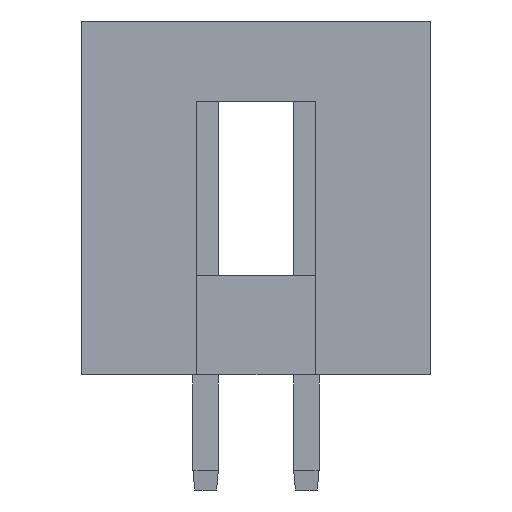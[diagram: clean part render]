
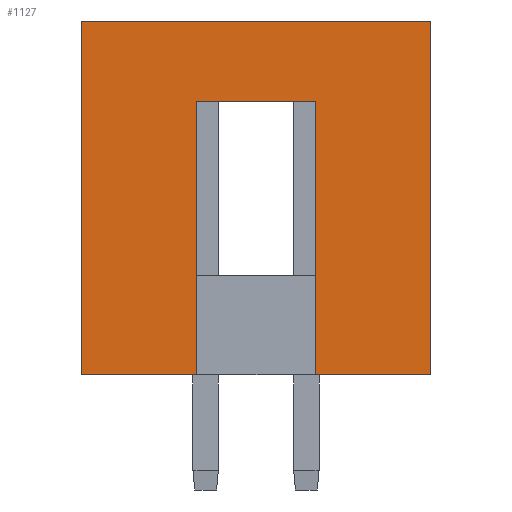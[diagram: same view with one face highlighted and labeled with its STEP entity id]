
A CAD part, left-side view. The second image highlights one B-rep face of the part: STEP entity #1127.
In plain terms, the highlighted planar face has unit normal (-1, 0, 0).
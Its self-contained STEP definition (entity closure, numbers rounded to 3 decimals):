
#26 = CARTESIAN_POINT ( 'NONE',  ( -9.03, 1.77, 6.9 ) ) ;
#105 = CARTESIAN_POINT ( 'NONE',  ( -9.03, -1.23, 0. ) ) ;
#132 = CARTESIAN_POINT ( 'NONE',  ( -9.03, 1.77, 6.9 ) ) ;
#171 = VECTOR ( 'NONE', #5808, 1000. ) ;
#394 = DIRECTION ( 'NONE',  ( 0., -1., 0. ) ) ;
#425 = FACE_OUTER_BOUND ( 'NONE', #4983, .T. ) ;
#514 = CARTESIAN_POINT ( 'NONE',  ( -9.03, 4.67, 2.5 ) ) ;
#530 = DIRECTION ( 'NONE',  ( 0., 0., -1. ) ) ;
#599 = DIRECTION ( 'NONE',  ( 0., 1., 0. ) ) ;
#631 = VECTOR ( 'NONE', #1299, 1000. ) ;
#810 = VECTOR ( 'NONE', #394, 1000. ) ;
#858 = CARTESIAN_POINT ( 'NONE',  ( -9.03, 4.67, 0. ) ) ;
#1063 = DIRECTION ( 'NONE',  ( 0., 1., 0. ) ) ;
#1127 = ADVANCED_FACE ( 'NONE', ( #425 ), #4320, .F. ) ;
#1299 = DIRECTION ( 'NONE',  ( 0., -1., 0. ) ) ;
#1448 = LINE ( 'NONE', #1942, #171 ) ;
#1558 = EDGE_CURVE ( 'NONE', #7137, #6306, #5030, .T. ) ;
#1581 = LINE ( 'NONE', #858, #4525 ) ;
#1792 = LINE ( 'NONE', #26, #4551 ) ;
#1843 = EDGE_CURVE ( 'NONE', #6306, #1928, #5865, .T. ) ;
#1846 = ORIENTED_EDGE ( 'NONE', *, *, #1843, .F. ) ;
#1928 = VERTEX_POINT ( 'NONE', #2077 ) ;
#1942 = CARTESIAN_POINT ( 'NONE',  ( -9.03, 4.67, 2.5 ) ) ;
#2033 = ORIENTED_EDGE ( 'NONE', *, *, #4230, .T. ) ;
#2077 = CARTESIAN_POINT ( 'NONE',  ( -9.03, -4.13, 0. ) ) ;
#2209 = ORIENTED_EDGE ( 'NONE', *, *, #1558, .F. ) ;
#2246 = AXIS2_PLACEMENT_3D ( 'NONE', #514, #4350, #1063 ) ;
#2433 = CARTESIAN_POINT ( 'NONE',  ( -9.03, 4.67, 8.9 ) ) ;
#2490 = EDGE_CURVE ( 'NONE', #6304, #1928, #3711, .T. ) ;
#2766 = DIRECTION ( 'NONE',  ( 0., 0., -1. ) ) ;
#2912 = CARTESIAN_POINT ( 'NONE',  ( -9.03, -1.23, 6.9 ) ) ;
#3004 = DIRECTION ( 'NONE',  ( 0., -1., 0. ) ) ;
#3117 = ORIENTED_EDGE ( 'NONE', *, *, #3741, .T. ) ;
#3403 = VECTOR ( 'NONE', #2766, 1000. ) ;
#3447 = VERTEX_POINT ( 'NONE', #3770 ) ;
#3573 = LINE ( 'NONE', #6643, #3403 ) ;
#3597 = DIRECTION ( 'NONE',  ( 0., 0., -1. ) ) ;
#3682 = CARTESIAN_POINT ( 'NONE',  ( -9.03, 4.67, 8.9 ) ) ;
#3711 = LINE ( 'NONE', #4593, #631 ) ;
#3741 = EDGE_CURVE ( 'NONE', #5704, #3447, #1581, .T. ) ;
#3770 = CARTESIAN_POINT ( 'NONE',  ( -9.03, 1.77, 0. ) ) ;
#4021 = LINE ( 'NONE', #6570, #6807 ) ;
#4230 = EDGE_CURVE ( 'NONE', #7137, #5704, #1448, .T. ) ;
#4320 = PLANE ( 'NONE',  #2246 ) ;
#4341 = EDGE_CURVE ( 'NONE', #6368, #3447, #4021, .T. ) ;
#4350 = DIRECTION ( 'NONE',  ( 1., 0., 0. ) ) ;
#4507 = CARTESIAN_POINT ( 'NONE',  ( -9.03, -4.13, 8.9 ) ) ;
#4517 = VERTEX_POINT ( 'NONE', #2912 ) ;
#4525 = VECTOR ( 'NONE', #3004, 1000. ) ;
#4551 = VECTOR ( 'NONE', #599, 1000. ) ;
#4593 = CARTESIAN_POINT ( 'NONE',  ( -9.03, 4.67, 0. ) ) ;
#4741 = ORIENTED_EDGE ( 'NONE', *, *, #5417, .F. ) ;
#4983 = EDGE_LOOP ( 'NONE', ( #4741, #6628, #5177, #1846, #2209, #2033, #3117, #6465 ) ) ;
#5030 = LINE ( 'NONE', #3682, #810 ) ;
#5177 = ORIENTED_EDGE ( 'NONE', *, *, #2490, .T. ) ;
#5417 = EDGE_CURVE ( 'NONE', #4517, #6368, #1792, .T. ) ;
#5661 = EDGE_CURVE ( 'NONE', #4517, #6304, #3573, .T. ) ;
#5704 = VERTEX_POINT ( 'NONE', #6084 ) ;
#5708 = VECTOR ( 'NONE', #3597, 1000. ) ;
#5808 = DIRECTION ( 'NONE',  ( 0., 0., -1. ) ) ;
#5865 = LINE ( 'NONE', #6899, #5708 ) ;
#6084 = CARTESIAN_POINT ( 'NONE',  ( -9.03, 4.67, 0. ) ) ;
#6304 = VERTEX_POINT ( 'NONE', #105 ) ;
#6306 = VERTEX_POINT ( 'NONE', #4507 ) ;
#6368 = VERTEX_POINT ( 'NONE', #132 ) ;
#6465 = ORIENTED_EDGE ( 'NONE', *, *, #4341, .F. ) ;
#6570 = CARTESIAN_POINT ( 'NONE',  ( -9.03, 1.77, 6.9 ) ) ;
#6628 = ORIENTED_EDGE ( 'NONE', *, *, #5661, .T. ) ;
#6643 = CARTESIAN_POINT ( 'NONE',  ( -9.03, -1.23, 6.9 ) ) ;
#6807 = VECTOR ( 'NONE', #530, 1000. ) ;
#6899 = CARTESIAN_POINT ( 'NONE',  ( -9.03, -4.13, 2.5 ) ) ;
#7137 = VERTEX_POINT ( 'NONE', #2433 ) ;
